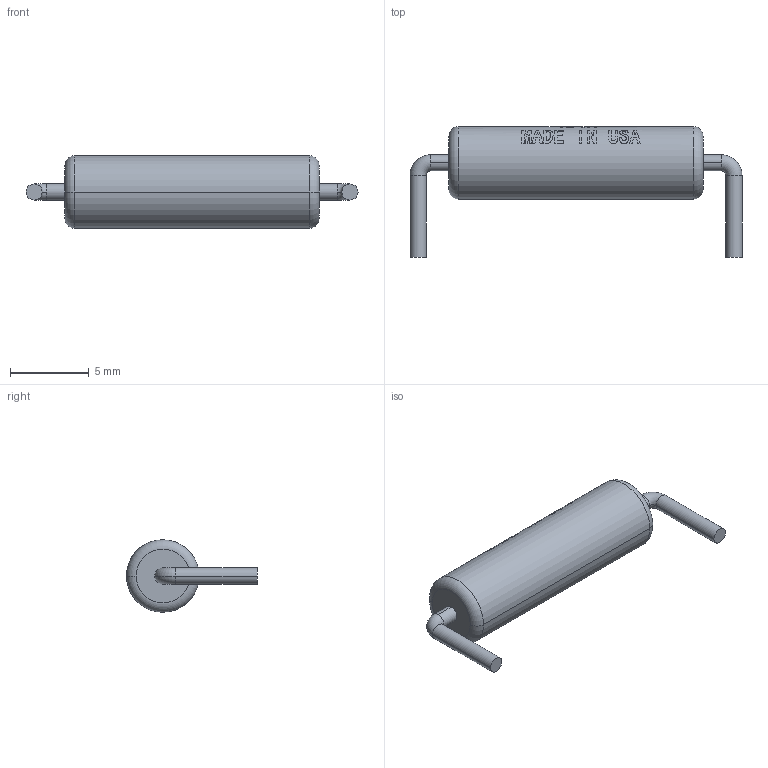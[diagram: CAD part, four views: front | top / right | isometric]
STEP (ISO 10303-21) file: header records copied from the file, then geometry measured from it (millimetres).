
FILE_DESCRIPTION (( 'STEP AP214' ), '1' );
FILE_NAME ('RAµç×è2W464R.STEP', '2012-05-27T06:31:35', ( '' ), ( '' ), 'SwSTEP 2.0', 'SolidWorks 2012', '' );
FILE_SCHEMA (( 'AUTOMOTIVE_DESIGN' ));
Length unit declared in the file: millimetre
Products named in the file (1): RA萇郯2W464R
Bounding box: 21.06 x 8.3 x 4.6 mm (x, y, z)
Volume: 278.4 mm3; surface area: 307.3 mm2
Topology: 1 solids, 1 shells, 50 faces, 252 edges, 229 vertices
Faces by surface type: cylinder 38, torus 8, plane 4
Entity records: 3450 total; most frequent: CARTESIAN_POINT 991, ORIENTED_EDGE 504, DIRECTION 359, EDGE_CURVE 252, VERTEX_POINT 229, AXIS2_PLACEMENT_3D 137, CIRCLE 86, LINE 85
